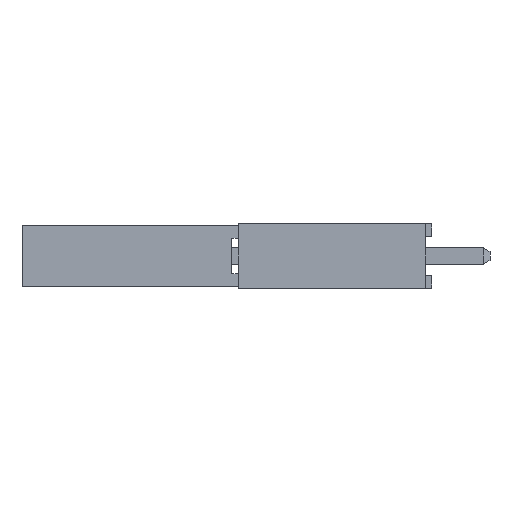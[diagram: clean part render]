
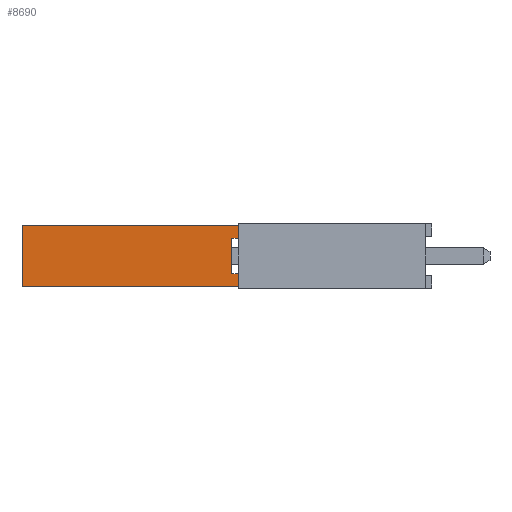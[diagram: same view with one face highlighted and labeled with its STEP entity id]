
A CAD part, left-side view. The second image highlights one B-rep face of the part: STEP entity #8690.
In plain terms, the highlighted planar face has unit normal (-1, 0, 0).
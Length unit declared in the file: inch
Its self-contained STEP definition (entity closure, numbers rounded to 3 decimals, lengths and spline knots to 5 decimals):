
#310=ORIENTED_EDGE('',*,*,#2771,.T.);
#311=ORIENTED_EDGE('',*,*,#2640,.T.);
#312=ORIENTED_EDGE('',*,*,#2715,.F.);
#313=ORIENTED_EDGE('',*,*,#2802,.F.);
#314=ORIENTED_EDGE('',*,*,#2709,.T.);
#315=ORIENTED_EDGE('',*,*,#2679,.T.);
#316=ORIENTED_EDGE('',*,*,#2801,.T.);
#317=ORIENTED_EDGE('',*,*,#2803,.T.);
#2640=EDGE_CURVE('',#3907,#3906,#4738,.T.);
#2679=EDGE_CURVE('',#3946,#3945,#4777,.T.);
#2709=EDGE_CURVE('',#3966,#3946,#4807,.T.);
#2715=EDGE_CURVE('',#3970,#3906,#4813,.T.);
#2771=EDGE_CURVE('',#4007,#3907,#4869,.T.);
#2801=EDGE_CURVE('',#3945,#4027,#4899,.T.);
#2802=EDGE_CURVE('',#3966,#3970,#4900,.T.);
#2803=EDGE_CURVE('',#4027,#4007,#4901,.T.);
#3906=VERTEX_POINT('',#11975);
#3907=VERTEX_POINT('',#11977);
#3945=VERTEX_POINT('',#12063);
#3946=VERTEX_POINT('',#12065);
#3966=VERTEX_POINT('',#12116);
#3970=VERTEX_POINT('',#12126);
#4007=VERTEX_POINT('',#12228);
#4027=VERTEX_POINT('',#12289);
#4738=LINE('',#11976,#5986);
#4777=LINE('',#12064,#6025);
#4807=LINE('',#12115,#6055);
#4813=LINE('',#12127,#6061);
#4869=LINE('',#12230,#6117);
#4899=LINE('',#12290,#6147);
#4900=LINE('',#12292,#6148);
#4901=LINE('',#12293,#6149);
#5986=VECTOR('',#9716,39.37008);
#6025=VECTOR('',#9775,39.37008);
#6055=VECTOR('',#9807,39.37008);
#6061=VECTOR('',#9815,39.37008);
#6117=VECTOR('',#9891,39.37008);
#6147=VECTOR('',#9941,39.37008);
#6148=VECTOR('',#9944,39.37008);
#6149=VECTOR('',#9945,39.37008);
#7238=EDGE_LOOP('',(#310,#311,#312,#313,#314,#315,#316,#317));
#7734=FACE_BOUND('',#7238,.T.);
#8230=PLANE('',#9207);
#8690=ADVANCED_FACE('',(#7734),#8230,.F.);
#9207=AXIS2_PLACEMENT_3D('',#12291,#9942,#9943);
#9716=DIRECTION('',(0.,0.,1.));
#9775=DIRECTION('',(0.,0.,1.));
#9807=DIRECTION('',(0.,-1.,0.));
#9815=DIRECTION('',(0.,-1.,0.));
#9891=DIRECTION('',(0.,-1.,0.));
#9941=DIRECTION('',(0.,1.,0.));
#9942=DIRECTION('',(1.,0.,0.));
#9943=DIRECTION('',(0.,0.,-1.));
#9944=DIRECTION('',(0.,0.,1.));
#9945=DIRECTION('',(0.,0.,1.));
#11975=CARTESIAN_POINT('',(0.,0.,0.0475));
#11976=CARTESIAN_POINT('',(0.,0.,-0.0475));
#11977=CARTESIAN_POINT('',(0.,0.,0.0275));
#12063=CARTESIAN_POINT('',(0.,0.,-0.0275));
#12064=CARTESIAN_POINT('',(0.,0.,-0.0475));
#12065=CARTESIAN_POINT('',(0.,0.,-0.0475));
#12115=CARTESIAN_POINT('',(0.,0.335,-0.0475));
#12116=CARTESIAN_POINT('',(0.,0.335,-0.0475));
#12126=CARTESIAN_POINT('',(0.,0.335,0.0475));
#12127=CARTESIAN_POINT('',(0.,0.335,0.0475));
#12228=CARTESIAN_POINT('',(0.,0.01,0.0275));
#12230=CARTESIAN_POINT('',(0.,0.01,0.0275));
#12289=CARTESIAN_POINT('',(0.,0.01,-0.0275));
#12290=CARTESIAN_POINT('',(0.,0.,-0.0275));
#12291=CARTESIAN_POINT('',(0.,0.335,-0.0475));
#12292=CARTESIAN_POINT('',(0.,0.335,-0.0475));
#12293=CARTESIAN_POINT('',(0.,0.01,-0.0275));
